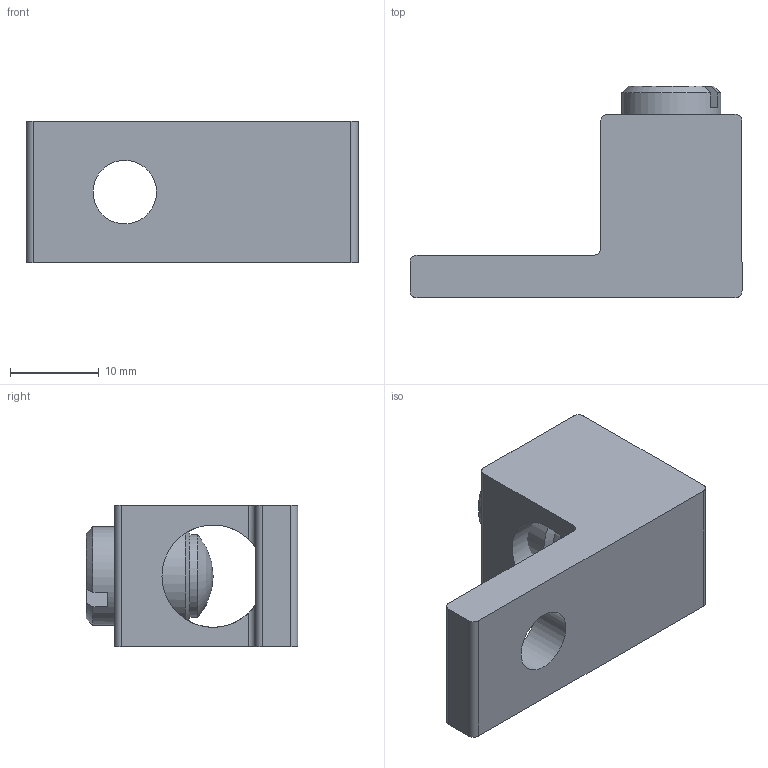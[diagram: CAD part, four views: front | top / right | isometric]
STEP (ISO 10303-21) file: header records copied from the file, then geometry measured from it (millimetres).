
FILE_DESCRIPTION(/* description */ (''),/* implementation_level */ '2;1');
FILE_NAME(/* name */ 'S2-0 Assembly.stp',/* time_stamp */ '2016-01-28T09:56:30-05:00',/* author */ ('tsmith'),/* organization */ (''),/* preprocessor_version */ 'ST-DEVELOPER v15.6',/* originating_system */ 'Autodesk Inventor 2015',/* authorisation */ '');
FILE_SCHEMA (('AUTOMOTIVE_DESIGN { 1 0 10303 214 3 1 1 }'));
Length unit declared in the file: inch
Products named in the file (3): S2-0; 14225; S2-0 Assembly
Assembly tree (2 placements, depth 2):
  S2-0 Assembly
    S2-0
    14225
Bounding box: 37.31 x 23.8 x 15.88 mm (x, y, z)
Volume: 5674.6 mm3; surface area: 3741.3 mm2
Topology: 2 solids, 2 shells, 35 faces, 93 edges, 61 vertices
Faces by surface type: cylinder 13, plane 13, cone 8, sphere 1
Full cylindrical faces by diameter (mm): 7.137 x1, 9.296 x1, 9.728 x1, 11.1 x1, 11.506 x1
Entity records: 1164 total; most frequent: CARTESIAN_POINT 295, DIRECTION 175, ORIENTED_EDGE 152, EDGE_CURVE 76, AXIS2_PLACEMENT_3D 71, VERTEX_POINT 54, EDGE_LOOP 50, FACE_OUTER_BOUND 35
